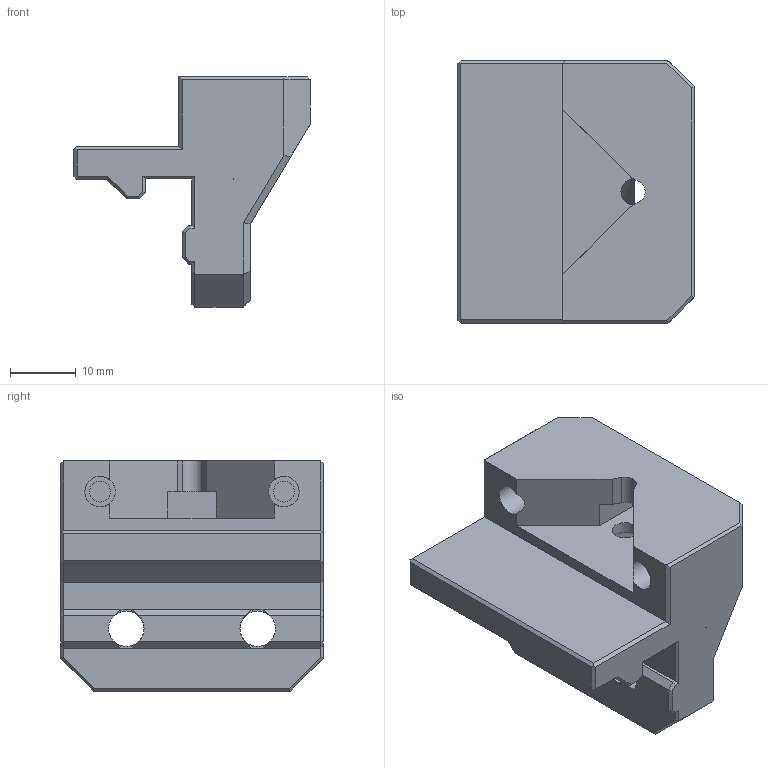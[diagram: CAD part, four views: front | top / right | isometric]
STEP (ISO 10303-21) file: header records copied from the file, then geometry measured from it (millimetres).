
FILE_DESCRIPTION(('FreeCAD Model'),'2;1');
FILE_NAME('Open CASCADE Shape Model','2025-08-13T23:12:18',(''),(''), 'Open CASCADE STEP processor 7.8','FreeCAD','Unknown');
FILE_SCHEMA(('AUTOMOTIVE_DESIGN { 1 0 10303 214 1 1 1 1 }'));
Length unit declared in the file: millimetre
Products named in the file (1): mount_upper
Bounding box: 36 x 40 x 35.05 mm (x, y, z)
Volume: 19259.7 mm3; surface area: 7513.6 mm2
Topology: 1 solids, 1 shells, 147 faces, 405 edges, 259 vertices
Faces by surface type: plane 133, cylinder 13, cone 1
Full cylindrical faces by diameter (mm): 3.2 x2, 4 x1, 4.65 x2, 5.4 x2
Entity records: 10302 total; most frequent: CARTESIAN_POINT 2151, DIRECTION 1518, LINE 1098, VECTOR 1098, ORIENTED_EDGE 810, PCURVE 810, DEFINITIONAL_REPRESENTATION 810, EDGE_CURVE 405
